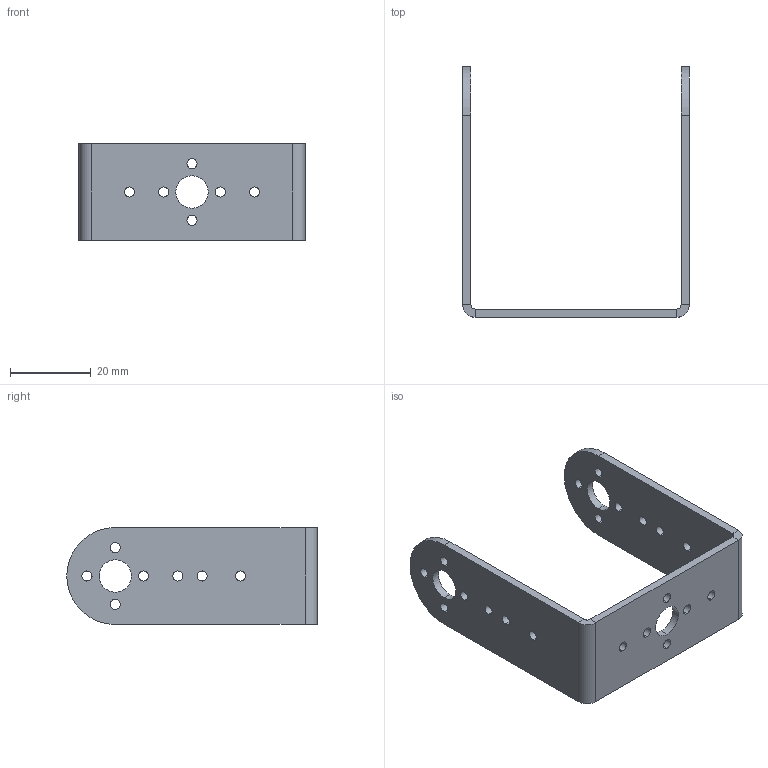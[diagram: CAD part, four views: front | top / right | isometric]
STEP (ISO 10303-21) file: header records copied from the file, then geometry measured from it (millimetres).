
FILE_DESCRIPTION (( 'STEP AP203' ), '1' );
FILE_NAME ('U Long Bracket.STEP', '2015-06-15T09:12:15', ( 'Hendricks' ), ( '' ), 'SwSTEP 2.0', 'SolidWorks 2015', '' );
FILE_SCHEMA (( 'CONFIG_CONTROL_DESIGN' ));
Length unit declared in the file: millimetre
Products named in the file (1): U Long Bracket
Bounding box: 56 x 62 x 24 mm (x, y, z)
Volume: 7620.4 mm3; surface area: 8837.3 mm2
Topology: 1 solids, 1 shells, 69 faces, 185 edges, 118 vertices
Faces by surface type: cylinder 53, plane 16
Entity records: 2366 total; most frequent: DIRECTION 431, CARTESIAN_POINT 373, ORIENTED_EDGE 370, EDGE_CURVE 185, AXIS2_PLACEMENT_3D 176, VERTEX_POINT 118, EDGE_LOOP 115, CIRCLE 106
